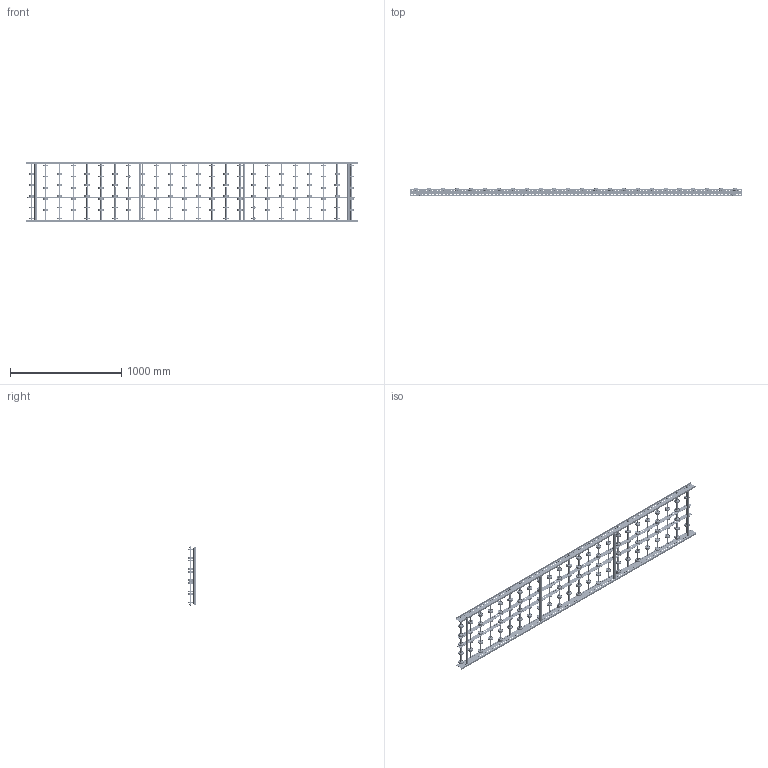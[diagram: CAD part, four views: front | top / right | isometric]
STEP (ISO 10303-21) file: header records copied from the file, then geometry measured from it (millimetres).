
FILE_DESCRIPTION (( 'STEP AP214' ), '1' );
FILE_NAME ('0052354.step', '2021-10-26T13:19:42', ( '' ), ( '' ), 'SwSTEP 2.0', 'SolidWorks 2020', '' );
FILE_SCHEMA (( 'AUTOMOTIVE_DESIGN' ));
Length unit declared in the file: millimetre
Products named in the file (10): Profil_LRB-20x70x20x2_KFG_S109080_U-PROFIL-20-70-20-2-LRB-L=2987,5; Hutmutter_DIN_1587_M8; S100100_Längstraverse-42x2,5_S100104_L„ngstraverse-RB-L2949; Traversen_KFG_L500; 0011532_2300-48-8; 0052354; S106837_Gewindestange-M8-KFG_L520; Röllchenachse-für-Konfiguration_EL500; 0046278_KB-ROHR-12X1,75mm_KFG_L75; S100994_Sperrzahnschraube_M08x16-8.8-A2K
Assembly tree (99 placements, depth 3):
  0052354
    Profil_LRB-20x70x20x2_KFG_S109080_U-PROFIL-20-70-20-2-LRB-L=2987,5  x2
    S100994_Sperrzahnschraube_M08x16-8.8-A2K  x8
    Traversen_KFG_L500  x4
    Röllchenachse-für-Konfiguration_EL500  x24
      S106837_Gewindestange-M8-KFG_L520
      0011532_2300-48-8
      0046278_KB-ROHR-12X1,75mm_KFG_L75
    S100100_Längstraverse-42x2,5_S100104_L„ngstraverse-RB-L2949  x2
    Hutmutter_DIN_1587_M8  x48
Bounding box: 2987.5 x 78.98 x 540 mm (x, y, z)
Volume: 5382588.2 mm3; surface area: 4168151.4 mm2
Topology: 336 solids, 336 shells, 13440 faces, 29672 edges, 17920 vertices
Faces by surface type: cylinder 5360, torus 3872, plane 2208, cone 1952, bspline 48
Entity records: 51318 total; most frequent: DIRECTION 9543, CARTESIAN_POINT 8569, ORIENTED_EDGE 8016, AXIS2_PLACEMENT_3D 4112, EDGE_CURVE 4008, VERTEX_POINT 2642, EDGE_LOOP 2612, CIRCLE 2609
